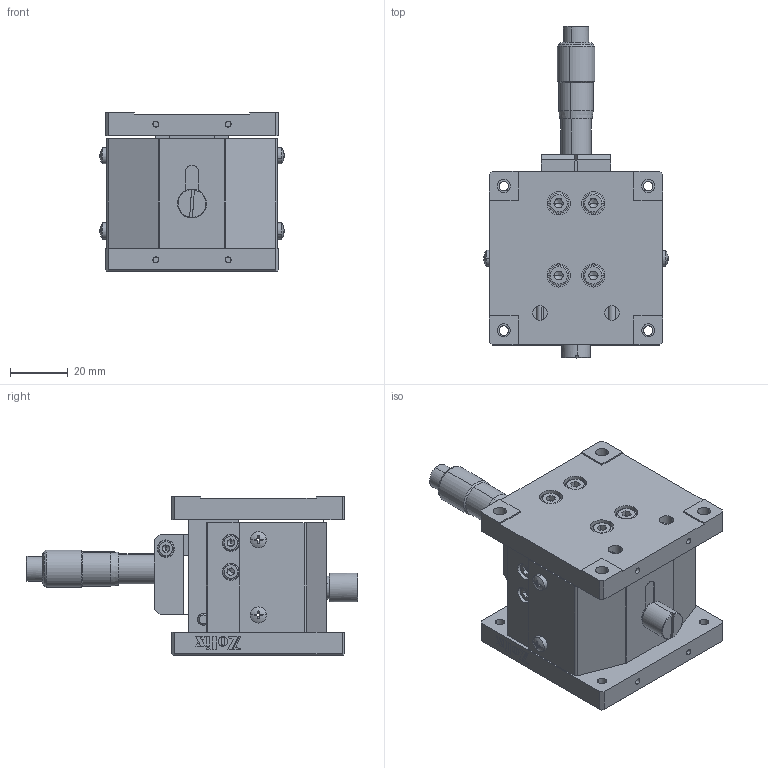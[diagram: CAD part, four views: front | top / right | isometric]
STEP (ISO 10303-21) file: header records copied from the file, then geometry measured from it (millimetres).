
FILE_DESCRIPTION (( 'STEP AP203' ), '1' );
FILE_NAME ('AKV10A-60C£¨AP203).STEP', '2019-11-01T08:17:27', ( '' ), ( '' ), 'SwSTEP 2.0', 'SolidWorks 2016', '' );
FILE_SCHEMA (( 'CONFIG_CONTROL_DESIGN' ));
Length unit declared in the file: millimetre
Products named in the file (1): AKV10A-60C（AP203)
Bounding box: 63.74 x 114.92 x 55 mm (x, y, z)
Surface area: 35068.7 mm2 (no closed solid volume)
Topology: 0 solids, 55 shells, 589 faces, 2006 edges, 1372 vertices
Faces by surface type: plane 348, cylinder 139, cone 54, torus 38, sphere 8, bspline 2
Entity records: 21866 total; most frequent: CARTESIAN_POINT 4486, DIRECTION 3768, ORIENTED_EDGE 3113, EDGE_CURVE 1968, VERTEX_POINT 1372, AXIS2_PLACEMENT_3D 1282, VECTOR 1204, LINE 1204
